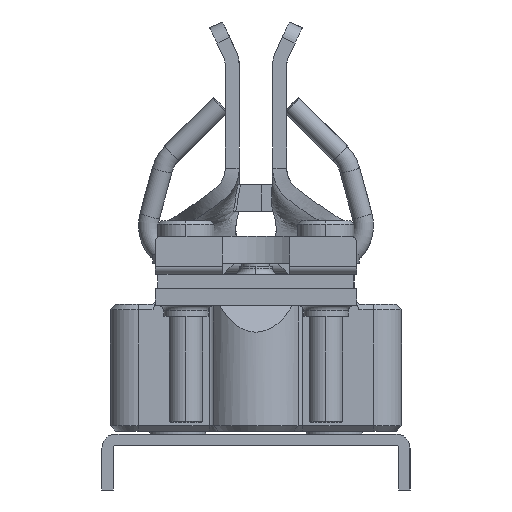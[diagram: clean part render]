
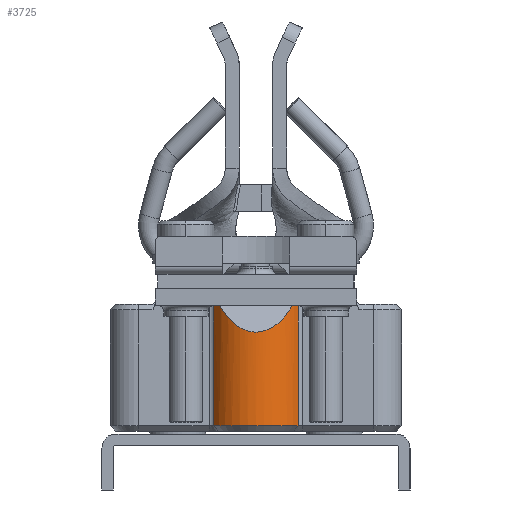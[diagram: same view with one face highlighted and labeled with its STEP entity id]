
A CAD part, front view. The second image highlights one B-rep face of the part: STEP entity #3725.
In plain terms, the highlighted cylindrical face has radius 9 mm (diameter 18 mm), a partial arc.
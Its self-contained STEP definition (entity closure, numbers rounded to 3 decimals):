
#1283=DIRECTION('',(0.,-1.,0.));
#1284=VECTOR('',#1283,23.721);
#1285=CARTESIAN_POINT('',(-7.516,25.221,17.95));
#1286=LINE('',#1285,#1284);
#1312=CARTESIAN_POINT('',(0.,1.5,13.));
#1313=DIRECTION('',(0.,1.,0.));
#1314=DIRECTION('',(-0.835,0.,0.55));
#1315=AXIS2_PLACEMENT_3D('',#1312,#1313,#1314);
#1320=CARTESIAN_POINT('',(0.,1.5,13.));
#1321=DIRECTION('',(0.,1.,0.));
#1322=DIRECTION('',(0.,0.,1.));
#1323=AXIS2_PLACEMENT_3D('',#1320,#1321,#1322);
#1335=CARTESIAN_POINT('',(-7.516,25.221,17.95));
#1336=CARTESIAN_POINT('',(-7.203,24.397,18.426));
#1337=CARTESIAN_POINT('',(-6.577,23.069,19.192));
#1338=CARTESIAN_POINT('',(-5.637,21.584,20.05));
#1339=CARTESIAN_POINT('',(-4.698,20.453,20.703));
#1340=CARTESIAN_POINT('',(-3.445,19.306,21.365));
#1341=CARTESIAN_POINT('',(-1.879,18.43,21.87));
#1342=CARTESIAN_POINT('',(0.,18.094,22.065));
#1343=CARTESIAN_POINT('',(1.879,18.43,21.87));
#1344=CARTESIAN_POINT('',(3.445,19.306,21.365));
#1345=CARTESIAN_POINT('',(4.698,20.453,20.703));
#1346=CARTESIAN_POINT('',(5.637,21.584,20.05));
#1347=CARTESIAN_POINT('',(6.577,23.069,19.192));
#1348=CARTESIAN_POINT('',(7.203,24.397,18.426));
#1349=CARTESIAN_POINT('',(7.516,25.221,17.95));
#1354=DIRECTION('',(0.,1.,0.));
#1355=VECTOR('',#1354,23.721);
#1356=CARTESIAN_POINT('',(7.516,1.5,17.95));
#1357=LINE('',#1356,#1355);
#1361=CARTESIAN_POINT('',(7.516,25.221,17.95));
#2244=VERTEX_POINT('',#1361);
#2245=VERTEX_POINT('',#1335);
#2302=CARTESIAN_POINT('',(-7.516,1.5,17.95));
#2303=VERTEX_POINT('',#2302);
#2304=CARTESIAN_POINT('',(0.,1.5,22.));
#2305=VERTEX_POINT('',#2304);
#2306=CARTESIAN_POINT('',(7.516,1.5,17.95));
#2307=VERTEX_POINT('',#2306);
#3712=CARTESIAN_POINT('',(0.,0.,13.));
#3713=DIRECTION('',(0.,1.,0.));
#3714=DIRECTION('',(1.,0.,0.));
#3715=AXIS2_PLACEMENT_3D('',#3712,#3713,#3714);
#3716=CYLINDRICAL_SURFACE('',#3715,9.);
#3717=ORIENTED_EDGE('',*,*,#3695,.F.);
#3718=ORIENTED_EDGE('',*,*,#3693,.F.);
#3719=ORIENTED_EDGE('',*,*,#3655,.F.);
#3720=ORIENTED_EDGE('',*,*,#3272,.T.);
#3722=ORIENTED_EDGE('',*,*,#3721,.F.);
#3723=EDGE_LOOP('',(#3717,#3718,#3719,#3720,#3722));
#3724=FACE_OUTER_BOUND('',#3723,.F.);
#1316=CIRCLE('',#1315,9.);
#1324=CIRCLE('',#1323,9.);
#1350=B_SPLINE_CURVE_WITH_KNOTS('',3,(#1335,#1336,#1337,#1338,#1339,#1340,#1341,
#1342,#1343,#1344,#1345,#1346,#1347,#1348,#1349),.UNSPECIFIED.,.F.,.F.,(4,1,1,1,
1,1,1,1,1,1,1,1,4),(0.,0.063,0.125,0.188,0.25,0.375,0.5,0.625,
0.75,0.813,0.875,0.938,1.),.UNSPECIFIED.);
#3272=EDGE_CURVE('',#2245,#2244,#1350,.T.);
#3655=EDGE_CURVE('',#2245,#2303,#1286,.T.);
#3693=EDGE_CURVE('',#2303,#2305,#1316,.T.);
#3695=EDGE_CURVE('',#2305,#2307,#1324,.T.);
#3721=EDGE_CURVE('',#2307,#2244,#1357,.T.);
#3725=ADVANCED_FACE('',(#3724),#3716,.T.);
